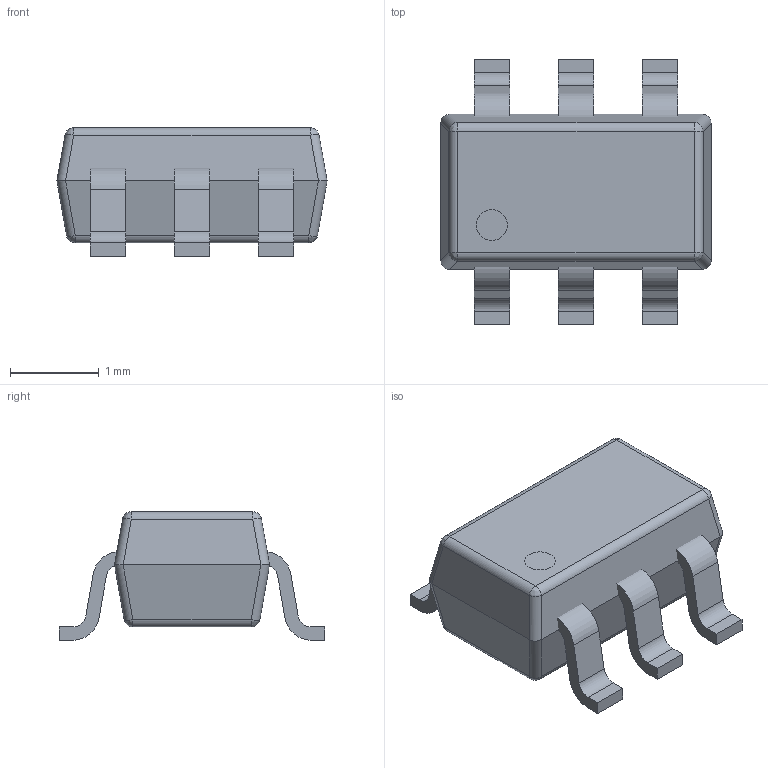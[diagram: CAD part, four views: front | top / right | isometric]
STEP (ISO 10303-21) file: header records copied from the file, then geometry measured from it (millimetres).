
FILE_DESCRIPTION(('STEP AP214'), '1');
FILE_NAME('MO-178AB', '2016-09-20T20:01:33', ('Nobody'), (''), 'ASCON STEP Converter 1.3', 'ASCON Math Kernel', '');
FILE_SCHEMA(('AUTOMOTIVE_DESIGN { 1 0 10303 214 3 1 1}'));
Length unit declared in the file: millimetre
Bounding box: 3.05 x 3 x 1.45 mm (x, y, z)
Volume: 6.7 mm3; surface area: 30.3 mm2
Topology: 7 solids, 7 shells, 119 faces, 313 edges, 207 vertices
Faces by surface type: plane 71, cylinder 40, bspline 8
Entity records: 4723 total; most frequent: CARTESIAN_POINT 774, DIRECTION 598, ORIENTED_EDGE 562, EDGE_CURVE 281, LINE 228, VECTOR 228, AXIS2_PLACEMENT_3D 185, VERTEX_POINT 177
